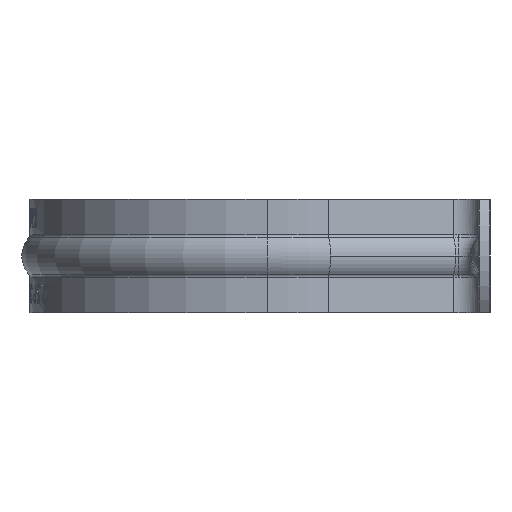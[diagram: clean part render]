
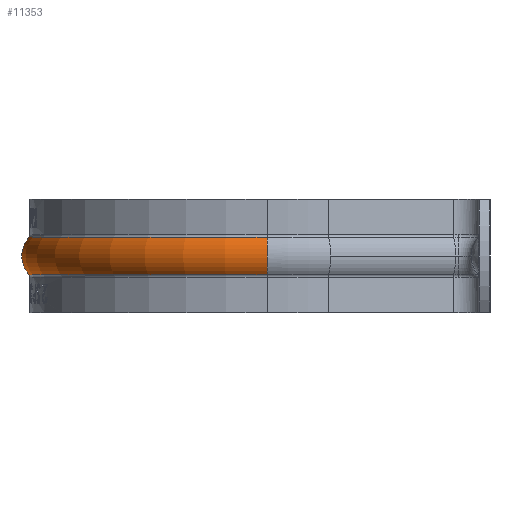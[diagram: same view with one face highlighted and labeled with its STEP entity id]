
A CAD part, left-side view. The second image highlights one B-rep face of the part: STEP entity #11353.
In plain terms, the highlighted toroidal (fillet/blend) face has major radius 24.345 mm and minor radius 3.175 mm.
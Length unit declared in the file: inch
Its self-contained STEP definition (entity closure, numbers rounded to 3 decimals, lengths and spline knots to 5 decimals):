
#399 = VERTEX_POINT ( 'NONE', #10067 ) ;
#488 = ORIENTED_EDGE ( 'NONE', *, *, #16416, .F. ) ;
#1027 = DIRECTION ( 'NONE',  ( 0., 0., -1. ) ) ;
#2002 = ORIENTED_EDGE ( 'NONE', *, *, #4420, .T. ) ;
#2380 = VERTEX_POINT ( 'NONE', #5188 ) ;
#2385 = TOROIDAL_SURFACE ( 'NONE', #12755, 0.95846, 0.125 ) ;
#3047 = CIRCLE ( 'NONE', #6843, 1.05289 ) ;
#3172 = AXIS2_PLACEMENT_3D ( 'NONE', #9009, #3773, #10353 ) ;
#3448 = VERTEX_POINT ( 'NONE', #3544 ) ;
#3544 = CARTESIAN_POINT ( 'NONE',  ( 1.05289, 0., 0.1681 ) ) ;
#3552 = ORIENTED_EDGE ( 'NONE', *, *, #15706, .T. ) ;
#3590 = FACE_OUTER_BOUND ( 'NONE', #6877, .T. ) ;
#3773 = DIRECTION ( 'NONE',  ( 0., -1., 0. ) ) ;
#4095 = EDGE_CURVE ( 'NONE', #4804, #3448, #4475, .T. ) ;
#4120 = DIRECTION ( 'NONE',  ( -0.966, -0.259, 0. ) ) ;
#4292 = CARTESIAN_POINT ( 'NONE',  ( 0., 0., 0.3319 ) ) ;
#4420 = EDGE_CURVE ( 'NONE', #2380, #399, #3047, .T. ) ;
#4475 = CIRCLE ( 'NONE', #11136, 1.05289 ) ;
#4688 = AXIS2_PLACEMENT_3D ( 'NONE', #6477, #4947, #12835 ) ;
#4804 = VERTEX_POINT ( 'NONE', #11859 ) ;
#4947 = DIRECTION ( 'NONE',  ( 0., 1., 0. ) ) ;
#5188 = CARTESIAN_POINT ( 'NONE',  ( -1.05289, 0., 0.3319 ) ) ;
#6360 = CIRCLE ( 'NONE', #4688, 0.125 ) ;
#6477 = CARTESIAN_POINT ( 'NONE',  ( 0.95846, 0., 0.25 ) ) ;
#6843 = AXIS2_PLACEMENT_3D ( 'NONE', #4292, #9377, #4120 ) ;
#6877 = EDGE_LOOP ( 'NONE', ( #2002, #3552, #8659, #488 ) ) ;
#8659 = ORIENTED_EDGE ( 'NONE', *, *, #4095, .F. ) ;
#9009 = CARTESIAN_POINT ( 'NONE',  ( -0.95846, 0., 0.25 ) ) ;
#9377 = DIRECTION ( 'NONE',  ( 0., 0., -1. ) ) ;
#10067 = CARTESIAN_POINT ( 'NONE',  ( 1.05289, 0., 0.3319 ) ) ;
#10190 = CARTESIAN_POINT ( 'NONE',  ( 0., 0., 0.25 ) ) ;
#10353 = DIRECTION ( 'NONE',  ( 0., 0., -1. ) ) ;
#11136 = AXIS2_PLACEMENT_3D ( 'NONE', #11562, #14212, #11516 ) ;
#11353 = ADVANCED_FACE ( 'NONE', ( #3590 ), #2385, .T. ) ;
#11516 = DIRECTION ( 'NONE',  ( -0.966, -0.259, 0. ) ) ;
#11562 = CARTESIAN_POINT ( 'NONE',  ( 0., 0., 0.1681 ) ) ;
#11859 = CARTESIAN_POINT ( 'NONE',  ( -1.05289, 0., 0.1681 ) ) ;
#12530 = CIRCLE ( 'NONE', #3172, 0.125 ) ;
#12755 = AXIS2_PLACEMENT_3D ( 'NONE', #10190, #1027, #15275 ) ;
#12835 = DIRECTION ( 'NONE',  ( -1., 0., 0. ) ) ;
#14212 = DIRECTION ( 'NONE',  ( 0., 0., -1. ) ) ;
#15275 = DIRECTION ( 'NONE',  ( -1., 0., 0. ) ) ;
#15706 = EDGE_CURVE ( 'NONE', #399, #3448, #6360, .T. ) ;
#16416 = EDGE_CURVE ( 'NONE', #2380, #4804, #12530, .T. ) ;
